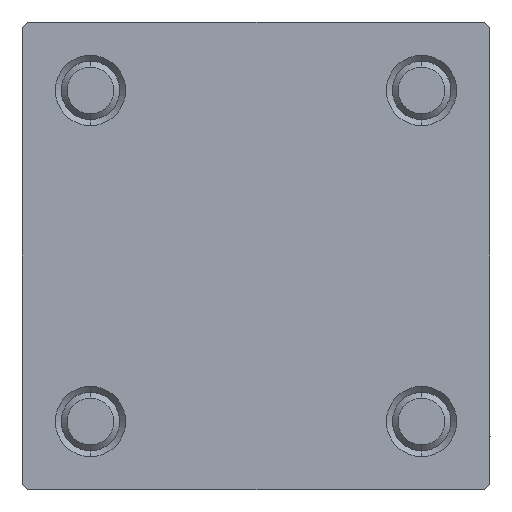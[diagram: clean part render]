
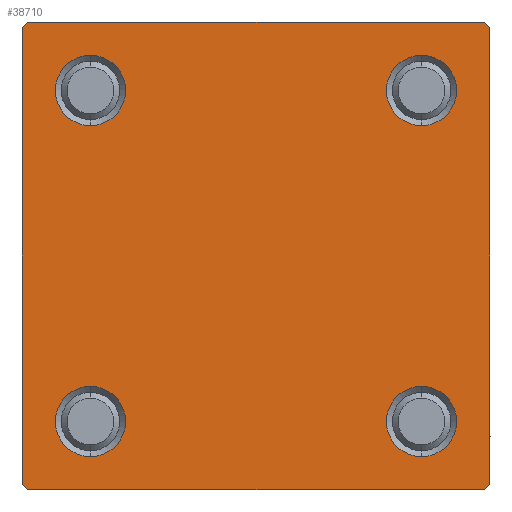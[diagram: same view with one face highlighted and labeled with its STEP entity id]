
A CAD part, left-side view. The second image highlights one B-rep face of the part: STEP entity #38710.
In plain terms, the highlighted planar face has unit normal (-1, 0, 0).
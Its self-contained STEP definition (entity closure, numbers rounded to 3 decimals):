
#389 = VECTOR ( 'NONE', #4445, 1000. ) ;
#503 = AXIS2_PLACEMENT_3D ( 'NONE', #40852, #5653, #13442 ) ;
#654 = DIRECTION ( 'NONE',  ( 0., 0., 1. ) ) ;
#963 = ORIENTED_EDGE ( 'NONE', *, *, #2717, .T. ) ;
#1039 = AXIS2_PLACEMENT_3D ( 'NONE', #41996, #26182, #22655 ) ;
#1119 = ORIENTED_EDGE ( 'NONE', *, *, #36437, .T. ) ;
#1294 = CIRCLE ( 'NONE', #29440, 3. ) ;
#1456 = CARTESIAN_POINT ( 'NONE',  ( 0., 20., 20. ) ) ;
#1702 = EDGE_CURVE ( 'NONE', #36362, #7899, #15294, .T. ) ;
#2717 = EDGE_CURVE ( 'NONE', #40192, #25856, #4975, .T. ) ;
#2855 = DIRECTION ( 'NONE',  ( 1., 0., 0. ) ) ;
#3035 = FACE_OUTER_BOUND ( 'NONE', #13538, .T. ) ;
#3353 = CARTESIAN_POINT ( 'NONE',  ( 0., 19.75, -19.75 ) ) ;
#3439 = VERTEX_POINT ( 'NONE', #12104 ) ;
#3489 = CARTESIAN_POINT ( 'NONE',  ( 0., -20., 20. ) ) ;
#3548 = DIRECTION ( 'NONE',  ( 1., 0., 0. ) ) ;
#4131 = EDGE_CURVE ( 'NONE', #40118, #15979, #28321, .T. ) ;
#4445 = DIRECTION ( 'NONE',  ( 0., 0.707, 0.707 ) ) ;
#4499 = CIRCLE ( 'NONE', #47862, 3. ) ;
#4842 = VERTEX_POINT ( 'NONE', #34416 ) ;
#4936 = ORIENTED_EDGE ( 'NONE', *, *, #17262, .T. ) ;
#4975 = CIRCLE ( 'NONE', #41926, 3. ) ;
#5197 = CARTESIAN_POINT ( 'NONE',  ( 0., -14.15, -17.15 ) ) ;
#5653 = DIRECTION ( 'NONE',  ( 1., 0., 0. ) ) ;
#6969 = CARTESIAN_POINT ( 'NONE',  ( 0., -19.75, -19.75 ) ) ;
#7138 = AXIS2_PLACEMENT_3D ( 'NONE', #22904, #25676, #44771 ) ;
#7369 = ORIENTED_EDGE ( 'NONE', *, *, #46040, .T. ) ;
#7459 = CIRCLE ( 'NONE', #41990, 3. ) ;
#7899 = VERTEX_POINT ( 'NONE', #24093 ) ;
#7962 = CARTESIAN_POINT ( 'NONE',  ( 0., -14.15, 14.15 ) ) ;
#8824 = CARTESIAN_POINT ( 'NONE',  ( 0., 20., -20. ) ) ;
#9533 = CARTESIAN_POINT ( 'NONE',  ( 0., 14.15, -17.15 ) ) ;
#9708 = CARTESIAN_POINT ( 'NONE',  ( 0., 14.15, 17.15 ) ) ;
#10396 = DIRECTION ( 'NONE',  ( 0., -1., 0. ) ) ;
#10501 = DIRECTION ( 'NONE',  ( 1., 0., 0. ) ) ;
#10613 = CIRCLE ( 'NONE', #35482, 3. ) ;
#10652 = AXIS2_PLACEMENT_3D ( 'NONE', #14936, #2855, #37824 ) ;
#10793 = CARTESIAN_POINT ( 'NONE',  ( 0., 14.15, 14.15 ) ) ;
#11069 = ORIENTED_EDGE ( 'NONE', *, *, #15796, .F. ) ;
#11501 = CARTESIAN_POINT ( 'NONE',  ( 0., -19.75, 19.75 ) ) ;
#11789 = EDGE_CURVE ( 'NONE', #36362, #4842, #19802, .T. ) ;
#12104 = CARTESIAN_POINT ( 'NONE',  ( 0., -14.15, 11.15 ) ) ;
#12529 = DIRECTION ( 'NONE',  ( 0., 0., -1. ) ) ;
#12847 = LINE ( 'NONE', #8824, #47907 ) ;
#13442 = DIRECTION ( 'NONE',  ( 0., 0., 1. ) ) ;
#13538 = EDGE_LOOP ( 'NONE', ( #4936, #37801, #33131, #20113, #44376, #43604, #11069, #28154 ) ) ;
#14305 = EDGE_CURVE ( 'NONE', #3439, #21598, #1294, .T. ) ;
#14657 = EDGE_CURVE ( 'NONE', #49258, #41441, #12847, .T. ) ;
#14707 = VERTEX_POINT ( 'NONE', #16136 ) ;
#14936 = CARTESIAN_POINT ( 'NONE',  ( 0., -14.15, -14.15 ) ) ;
#15184 = CARTESIAN_POINT ( 'NONE',  ( 0., 19.5, 20. ) ) ;
#15294 = LINE ( 'NONE', #3489, #34773 ) ;
#15297 = CARTESIAN_POINT ( 'NONE',  ( 0., -14.15, -11.15 ) ) ;
#15400 = DIRECTION ( 'NONE',  ( 0., -0.707, -0.707 ) ) ;
#15796 = EDGE_CURVE ( 'NONE', #26601, #4842, #26509, .T. ) ;
#15979 = VERTEX_POINT ( 'NONE', #15297 ) ;
#16136 = CARTESIAN_POINT ( 'NONE',  ( 0., 14.15, -11.15 ) ) ;
#16452 = DIRECTION ( 'NONE',  ( 0., 0.707, -0.707 ) ) ;
#17092 = CARTESIAN_POINT ( 'NONE',  ( 0., 14.15, 11.15 ) ) ;
#17262 = EDGE_CURVE ( 'NONE', #18237, #40835, #20845, .T. ) ;
#17305 = EDGE_CURVE ( 'NONE', #15979, #40118, #4499, .T. ) ;
#18237 = VERTEX_POINT ( 'NONE', #34627 ) ;
#18298 = DIRECTION ( 'NONE',  ( 0., 0., 1. ) ) ;
#18471 = CARTESIAN_POINT ( 'NONE',  ( 0., 20., 20. ) ) ;
#18826 = EDGE_CURVE ( 'NONE', #40835, #49258, #41592, .T. ) ;
#19140 = EDGE_LOOP ( 'NONE', ( #1119, #42079 ) ) ;
#19802 = LINE ( 'NONE', #11501, #389 ) ;
#20113 = ORIENTED_EDGE ( 'NONE', *, *, #36373, .T. ) ;
#20822 = EDGE_LOOP ( 'NONE', ( #28945, #32643 ) ) ;
#20845 = LINE ( 'NONE', #1456, #21397 ) ;
#21080 = VECTOR ( 'NONE', #45676, 1000. ) ;
#21397 = VECTOR ( 'NONE', #12529, 1000. ) ;
#21598 = VERTEX_POINT ( 'NONE', #25980 ) ;
#21816 = LINE ( 'NONE', #6969, #21080 ) ;
#21869 = EDGE_LOOP ( 'NONE', ( #963, #7369 ) ) ;
#22655 = DIRECTION ( 'NONE',  ( 0., 0., 1. ) ) ;
#22674 = CARTESIAN_POINT ( 'NONE',  ( 0., 14.15, -14.15 ) ) ;
#22904 = CARTESIAN_POINT ( 'NONE',  ( 0., -14.15, 14.15 ) ) ;
#23863 = VECTOR ( 'NONE', #10396, 1000. ) ;
#24093 = CARTESIAN_POINT ( 'NONE',  ( 0., -20., -19.5 ) ) ;
#24176 = EDGE_CURVE ( 'NONE', #21598, #3439, #48075, .T. ) ;
#24473 = VECTOR ( 'NONE', #16452, 1000. ) ;
#25676 = DIRECTION ( 'NONE',  ( 1., 0., 0. ) ) ;
#25678 = PLANE ( 'NONE',  #1039 ) ;
#25856 = VERTEX_POINT ( 'NONE', #17092 ) ;
#25980 = CARTESIAN_POINT ( 'NONE',  ( 0., -14.15, 17.15 ) ) ;
#26182 = DIRECTION ( 'NONE',  ( -1., 0., 0. ) ) ;
#26509 = LINE ( 'NONE', #18471, #23863 ) ;
#26591 = CARTESIAN_POINT ( 'NONE',  ( 0., 19.5, -20. ) ) ;
#26601 = VERTEX_POINT ( 'NONE', #15184 ) ;
#26630 = EDGE_LOOP ( 'NONE', ( #30629, #27088 ) ) ;
#27037 = LINE ( 'NONE', #42367, #24473 ) ;
#27088 = ORIENTED_EDGE ( 'NONE', *, *, #14305, .T. ) ;
#28154 = ORIENTED_EDGE ( 'NONE', *, *, #41171, .T. ) ;
#28321 = CIRCLE ( 'NONE', #10652, 3. ) ;
#28648 = CIRCLE ( 'NONE', #503, 3. ) ;
#28894 = CARTESIAN_POINT ( 'NONE',  ( 0., -14.15, -14.15 ) ) ;
#28945 = ORIENTED_EDGE ( 'NONE', *, *, #17305, .T. ) ;
#29195 = CARTESIAN_POINT ( 'NONE',  ( 0., 20., -19.5 ) ) ;
#29440 = AXIS2_PLACEMENT_3D ( 'NONE', #7962, #34625, #654 ) ;
#29614 = CARTESIAN_POINT ( 'NONE',  ( 0., 14.15, -14.15 ) ) ;
#29964 = FACE_BOUND ( 'NONE', #26630, .T. ) ;
#30629 = ORIENTED_EDGE ( 'NONE', *, *, #24176, .T. ) ;
#30761 = EDGE_CURVE ( 'NONE', #31018, #14707, #10613, .T. ) ;
#31018 = VERTEX_POINT ( 'NONE', #9533 ) ;
#32643 = ORIENTED_EDGE ( 'NONE', *, *, #4131, .T. ) ;
#33131 = ORIENTED_EDGE ( 'NONE', *, *, #14657, .T. ) ;
#33928 = DIRECTION ( 'NONE',  ( 0., 0., 1. ) ) ;
#34220 = DIRECTION ( 'NONE',  ( 0., 0., 1. ) ) ;
#34416 = CARTESIAN_POINT ( 'NONE',  ( 0., -19.5, 20. ) ) ;
#34625 = DIRECTION ( 'NONE',  ( 1., 0., 0. ) ) ;
#34627 = CARTESIAN_POINT ( 'NONE',  ( 0., 20., 19.5 ) ) ;
#34773 = VECTOR ( 'NONE', #41215, 1000. ) ;
#35482 = AXIS2_PLACEMENT_3D ( 'NONE', #22674, #3548, #34220 ) ;
#36362 = VERTEX_POINT ( 'NONE', #44428 ) ;
#36373 = EDGE_CURVE ( 'NONE', #41441, #7899, #21816, .T. ) ;
#36437 = EDGE_CURVE ( 'NONE', #14707, #31018, #7459, .T. ) ;
#37393 = DIRECTION ( 'NONE',  ( 1., 0., 0. ) ) ;
#37801 = ORIENTED_EDGE ( 'NONE', *, *, #18826, .T. ) ;
#37824 = DIRECTION ( 'NONE',  ( 0., 0., 1. ) ) ;
#38710 = ADVANCED_FACE ( 'NONE', ( #29964, #45270, #45017, #49537, #3035 ), #25678, .T. ) ;
#40118 = VERTEX_POINT ( 'NONE', #5197 ) ;
#40192 = VERTEX_POINT ( 'NONE', #9708 ) ;
#40835 = VERTEX_POINT ( 'NONE', #29195 ) ;
#40852 = CARTESIAN_POINT ( 'NONE',  ( 0., 14.15, 14.15 ) ) ;
#41171 = EDGE_CURVE ( 'NONE', #26601, #18237, #27037, .T. ) ;
#41215 = DIRECTION ( 'NONE',  ( 0., 0., -1. ) ) ;
#41441 = VERTEX_POINT ( 'NONE', #45081 ) ;
#41592 = LINE ( 'NONE', #3353, #47103 ) ;
#41926 = AXIS2_PLACEMENT_3D ( 'NONE', #10793, #49507, #33928 ) ;
#41990 = AXIS2_PLACEMENT_3D ( 'NONE', #29614, #37393, #18298 ) ;
#41996 = CARTESIAN_POINT ( 'NONE',  ( 0., 0., 0. ) ) ;
#42079 = ORIENTED_EDGE ( 'NONE', *, *, #30761, .T. ) ;
#42367 = CARTESIAN_POINT ( 'NONE',  ( 0., 19.75, 19.75 ) ) ;
#43604 = ORIENTED_EDGE ( 'NONE', *, *, #11789, .T. ) ;
#43786 = DIRECTION ( 'NONE',  ( 0., -1., 0. ) ) ;
#44376 = ORIENTED_EDGE ( 'NONE', *, *, #1702, .F. ) ;
#44428 = CARTESIAN_POINT ( 'NONE',  ( 0., -20., 19.5 ) ) ;
#44706 = DIRECTION ( 'NONE',  ( 0., 0., 1. ) ) ;
#44771 = DIRECTION ( 'NONE',  ( 0., 0., 1. ) ) ;
#45017 = FACE_BOUND ( 'NONE', #19140, .T. ) ;
#45081 = CARTESIAN_POINT ( 'NONE',  ( 0., -19.5, -20. ) ) ;
#45270 = FACE_BOUND ( 'NONE', #20822, .T. ) ;
#45676 = DIRECTION ( 'NONE',  ( 0., -0.707, 0.707 ) ) ;
#46040 = EDGE_CURVE ( 'NONE', #25856, #40192, #28648, .T. ) ;
#47103 = VECTOR ( 'NONE', #15400, 1000. ) ;
#47862 = AXIS2_PLACEMENT_3D ( 'NONE', #28894, #10501, #44706 ) ;
#47907 = VECTOR ( 'NONE', #43786, 1000. ) ;
#48075 = CIRCLE ( 'NONE', #7138, 3. ) ;
#49258 = VERTEX_POINT ( 'NONE', #26591 ) ;
#49507 = DIRECTION ( 'NONE',  ( 1., 0., 0. ) ) ;
#49537 = FACE_BOUND ( 'NONE', #21869, .T. ) ;
